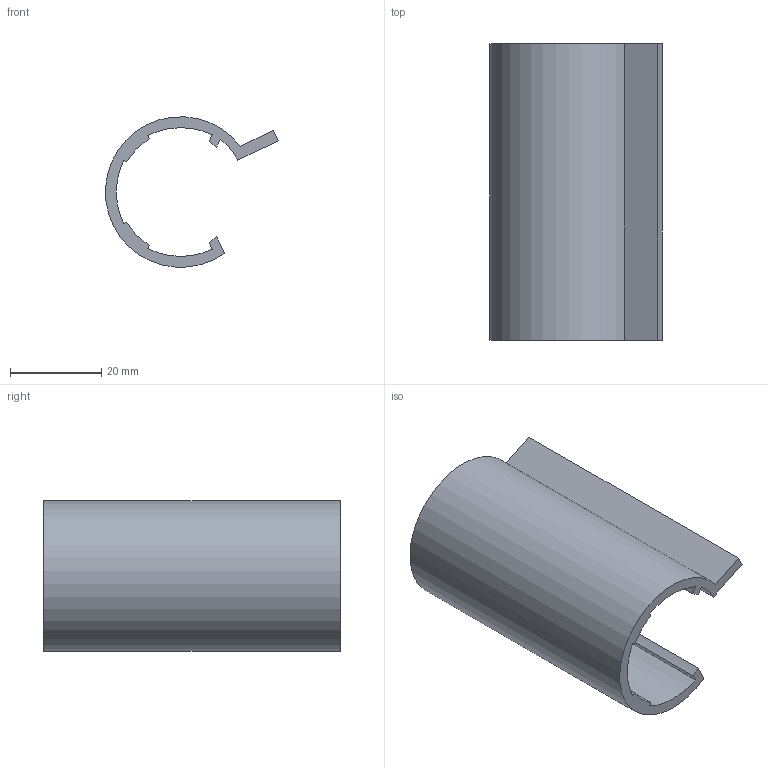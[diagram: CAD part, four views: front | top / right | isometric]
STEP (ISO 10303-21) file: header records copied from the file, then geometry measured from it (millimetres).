
FILE_DESCRIPTION(/* description */ (''),/* implementation_level */ '2;1');
FILE_NAME(/* name */ '79D-007.stp',/* time_stamp */ '2022-07-21T11:26:18-04:00',/* author */ ('aorselli'),/* organization */ (''),/* preprocessor_version */ 'ST-DEVELOPER v18.1',/* originating_system */ 'AutoCAD Mechanical',/* authorisation */ '');
FILE_SCHEMA (('AUTOMOTIVE_DESIGN { 1 0 10303 214 3 1 1 }'));
Length unit declared in the file: millimetre
Products named in the file (1): 79D-007
Bounding box: 37.87 x 65 x 32.94 mm (x, y, z)
Volume: 13460.5 mm3; surface area: 12001.3 mm2
Topology: 1 solids, 1 shells, 22 faces, 60 edges, 40 vertices
Faces by surface type: plane 13, cylinder 9
Entity records: 726 total; most frequent: DIRECTION 124, CARTESIAN_POINT 123, ORIENTED_EDGE 120, EDGE_CURVE 60, LINE 42, VECTOR 42, AXIS2_PLACEMENT_3D 41, VERTEX_POINT 40
